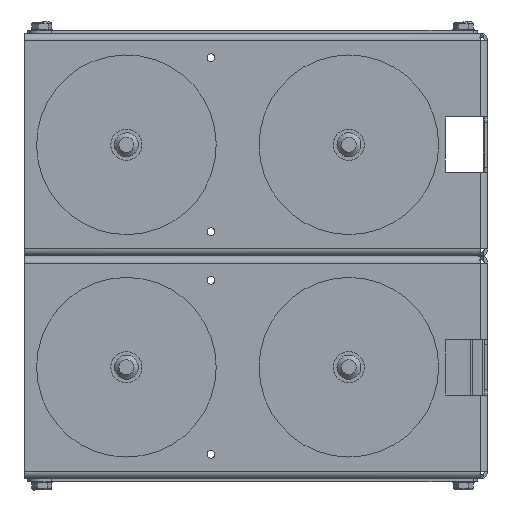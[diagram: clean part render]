
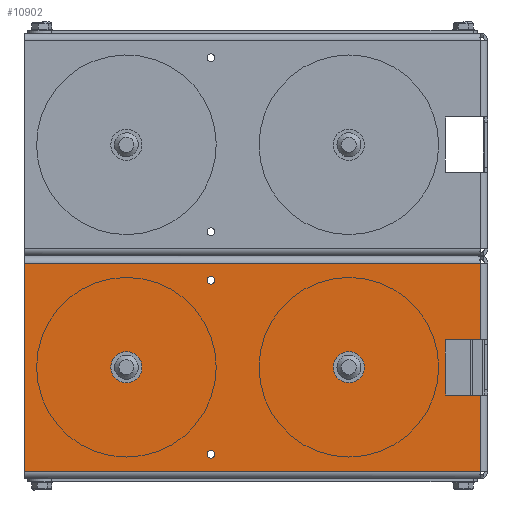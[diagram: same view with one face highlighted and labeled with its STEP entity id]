
A CAD part, front view. The second image highlights one B-rep face of the part: STEP entity #10902.
In plain terms, the highlighted planar face has unit normal (0, -1, 0).
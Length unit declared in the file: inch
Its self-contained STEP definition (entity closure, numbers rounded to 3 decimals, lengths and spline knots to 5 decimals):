
#458=FACE_BOUND('',#3792,.T.);
#459=FACE_BOUND('',#3793,.T.);
#460=FACE_BOUND('',#3794,.T.);
#461=FACE_BOUND('',#3795,.T.);
#705=PLANE('',#11872);
#1178=LINE('',#16687,#2108);
#1180=LINE('',#16693,#2110);
#1184=LINE('',#16703,#2114);
#1185=LINE('',#16705,#2115);
#1186=LINE('',#16707,#2116);
#1187=LINE('',#16709,#2117);
#1188=LINE('',#16711,#2118);
#1189=LINE('',#16713,#2119);
#1190=LINE('',#16715,#2120);
#1191=LINE('',#16717,#2121);
#1192=LINE('',#16719,#2122);
#1193=LINE('',#16720,#2123);
#2108=VECTOR('',#13341,0.3937);
#2110=VECTOR('',#13347,0.3937);
#2114=VECTOR('',#13355,0.3937);
#2115=VECTOR('',#13356,0.3937);
#2116=VECTOR('',#13357,0.3937);
#2117=VECTOR('',#13358,0.3937);
#2118=VECTOR('',#13359,0.3937);
#2119=VECTOR('',#13360,0.3937);
#2120=VECTOR('',#13361,0.3937);
#2121=VECTOR('',#13362,0.3937);
#2122=VECTOR('',#13363,0.3937);
#2123=VECTOR('',#13364,0.3937);
#3203=FACE_OUTER_BOUND('',#3791,.T.);
#3791=EDGE_LOOP('',(#8162,#8163,#8164,#8165,#8166,#8167,#8168,#8169,#8170,
#8171,#8172,#8173));
#3792=EDGE_LOOP('',(#8174));
#3793=EDGE_LOOP('',(#8175));
#3794=EDGE_LOOP('',(#8176));
#3795=EDGE_LOOP('',(#8177));
#4556=CIRCLE('',#11856,0.28);
#4558=CIRCLE('',#11859,0.28);
#4560=CIRCLE('',#11862,0.07);
#4562=CIRCLE('',#11865,0.07);
#5048=VERTEX_POINT('',#16659);
#5050=VERTEX_POINT('',#16665);
#5052=VERTEX_POINT('',#16671);
#5054=VERTEX_POINT('',#16677);
#5057=VERTEX_POINT('',#16684);
#5058=VERTEX_POINT('',#16686);
#5060=VERTEX_POINT('',#16692);
#5064=VERTEX_POINT('',#16702);
#5065=VERTEX_POINT('',#16704);
#5066=VERTEX_POINT('',#16706);
#5067=VERTEX_POINT('',#16708);
#5068=VERTEX_POINT('',#16710);
#5069=VERTEX_POINT('',#16712);
#5070=VERTEX_POINT('',#16714);
#5071=VERTEX_POINT('',#16716);
#5072=VERTEX_POINT('',#16718);
#6244=EDGE_CURVE('',#5048,#5048,#4556,.T.);
#6247=EDGE_CURVE('',#5050,#5050,#4558,.T.);
#6250=EDGE_CURVE('',#5052,#5052,#4560,.T.);
#6253=EDGE_CURVE('',#5054,#5054,#4562,.T.);
#6257=EDGE_CURVE('',#5057,#5058,#1178,.T.);
#6260=EDGE_CURVE('',#5060,#5058,#1180,.T.);
#6265=EDGE_CURVE('',#5064,#5057,#1184,.T.);
#6266=EDGE_CURVE('',#5065,#5064,#1185,.T.);
#6267=EDGE_CURVE('',#5066,#5065,#1186,.T.);
#6268=EDGE_CURVE('',#5067,#5066,#1187,.T.);
#6269=EDGE_CURVE('',#5067,#5068,#1188,.T.);
#6270=EDGE_CURVE('',#5068,#5069,#1189,.T.);
#6271=EDGE_CURVE('',#5069,#5070,#1190,.T.);
#6272=EDGE_CURVE('',#5070,#5071,#1191,.T.);
#6273=EDGE_CURVE('',#5071,#5072,#1192,.T.);
#6274=EDGE_CURVE('',#5072,#5060,#1193,.T.);
#8162=ORIENTED_EDGE('',*,*,#6257,.F.);
#8163=ORIENTED_EDGE('',*,*,#6265,.F.);
#8164=ORIENTED_EDGE('',*,*,#6266,.F.);
#8165=ORIENTED_EDGE('',*,*,#6267,.F.);
#8166=ORIENTED_EDGE('',*,*,#6268,.F.);
#8167=ORIENTED_EDGE('',*,*,#6269,.T.);
#8168=ORIENTED_EDGE('',*,*,#6270,.T.);
#8169=ORIENTED_EDGE('',*,*,#6271,.T.);
#8170=ORIENTED_EDGE('',*,*,#6272,.T.);
#8171=ORIENTED_EDGE('',*,*,#6273,.T.);
#8172=ORIENTED_EDGE('',*,*,#6274,.T.);
#8173=ORIENTED_EDGE('',*,*,#6260,.T.);
#8174=ORIENTED_EDGE('',*,*,#6244,.T.);
#8175=ORIENTED_EDGE('',*,*,#6247,.T.);
#8176=ORIENTED_EDGE('',*,*,#6250,.T.);
#8177=ORIENTED_EDGE('',*,*,#6253,.T.);
#10902=ADVANCED_FACE('',(#3203,#458,#459,#460,#461),#705,.T.);
#11856=AXIS2_PLACEMENT_3D('',#16660,#13311,#13312);
#11859=AXIS2_PLACEMENT_3D('',#16666,#13318,#13319);
#11862=AXIS2_PLACEMENT_3D('',#16672,#13325,#13326);
#11865=AXIS2_PLACEMENT_3D('',#16678,#13332,#13333);
#11872=AXIS2_PLACEMENT_3D('',#16701,#13353,#13354);
#13311=DIRECTION('center_axis',(0.,1.,0.));
#13312=DIRECTION('ref_axis',(-1.,0.,0.));
#13318=DIRECTION('center_axis',(0.,1.,0.));
#13319=DIRECTION('ref_axis',(-1.,0.,0.));
#13325=DIRECTION('center_axis',(0.,1.,0.));
#13326=DIRECTION('ref_axis',(-1.,0.,0.));
#13332=DIRECTION('center_axis',(0.,1.,0.));
#13333=DIRECTION('ref_axis',(-1.,0.,0.));
#13341=DIRECTION('',(0.,0.,-1.));
#13347=DIRECTION('',(1.,0.,0.));
#13353=DIRECTION('center_axis',(0.,-1.,0.));
#13354=DIRECTION('ref_axis',(0.,0.,-1.));
#13355=DIRECTION('',(1.,0.,0.));
#13356=DIRECTION('',(0.,0.,1.));
#13357=DIRECTION('',(-1.,0.,0.));
#13358=DIRECTION('',(0.,0.,-1.));
#13359=DIRECTION('',(-1.,0.,0.));
#13360=DIRECTION('',(0.,0.,1.));
#13361=DIRECTION('',(-1.,0.,0.));
#13362=DIRECTION('',(0.,0.,1.));
#13363=DIRECTION('',(1.,0.,0.));
#13364=DIRECTION('',(0.,0.,1.));
#16659=CARTESIAN_POINT('',(-2.22,-0.0635,0.));
#16660=CARTESIAN_POINT('Origin',(-2.5,-0.0635,
0.));
#16665=CARTESIAN_POINT('',(-6.22,-0.0635,0.));
#16666=CARTESIAN_POINT('Origin',(-6.5,-0.0635,
0.));
#16671=CARTESIAN_POINT('',(-4.91,-0.0635,-1.565));
#16672=CARTESIAN_POINT('Origin',(-4.98,-0.0635,-1.565));
#16677=CARTESIAN_POINT('',(-4.91,-0.0635,1.565));
#16678=CARTESIAN_POINT('Origin',(-4.98,-0.0635,1.565));
#16684=CARTESIAN_POINT('',(-0.127,-0.0635,1.873));
#16686=CARTESIAN_POINT('',(-0.127,-0.0635,0.505));
#16687=CARTESIAN_POINT('',(-0.127,-0.0635,0.));
#16692=CARTESIAN_POINT('',(-0.76,-0.0635,0.505));
#16693=CARTESIAN_POINT('',(0.,-0.0635,0.505));
#16701=CARTESIAN_POINT('Origin',(0.,-0.0635,0.));
#16702=CARTESIAN_POINT('',(-8.34,-0.0635,1.873));
#16703=CARTESIAN_POINT('',(-0.6063,-0.0635,1.873));
#16704=CARTESIAN_POINT('',(-8.34,-0.0635,-1.873));
#16705=CARTESIAN_POINT('',(-8.34,-0.0635,0.));
#16706=CARTESIAN_POINT('',(-0.127,-0.0635,-1.873));
#16707=CARTESIAN_POINT('',(-0.6063,-0.0635,-1.873));
#16708=CARTESIAN_POINT('',(-0.127,-0.0635,-0.505));
#16709=CARTESIAN_POINT('',(-0.127,-0.0635,0.));
#16710=CARTESIAN_POINT('',(-0.76,-0.0635,-0.505));
#16711=CARTESIAN_POINT('',(0.,-0.0635,-0.505));
#16712=CARTESIAN_POINT('',(-0.76,-0.0635,-0.475));
#16713=CARTESIAN_POINT('',(-0.76,-0.0635,-0.2275));
#16714=CARTESIAN_POINT('',(-0.7635,-0.0635,-0.475));
#16715=CARTESIAN_POINT('',(-0.38175,-0.0635,-0.475));
#16716=CARTESIAN_POINT('',(-0.7635,-0.0635,0.475));
#16717=CARTESIAN_POINT('',(-0.7635,-0.0635,0.2375));
#16718=CARTESIAN_POINT('',(-0.76,-0.0635,0.475));
#16719=CARTESIAN_POINT('',(-0.03175,-0.0635,0.475));
#16720=CARTESIAN_POINT('',(-0.76,-0.0635,0.2275));
